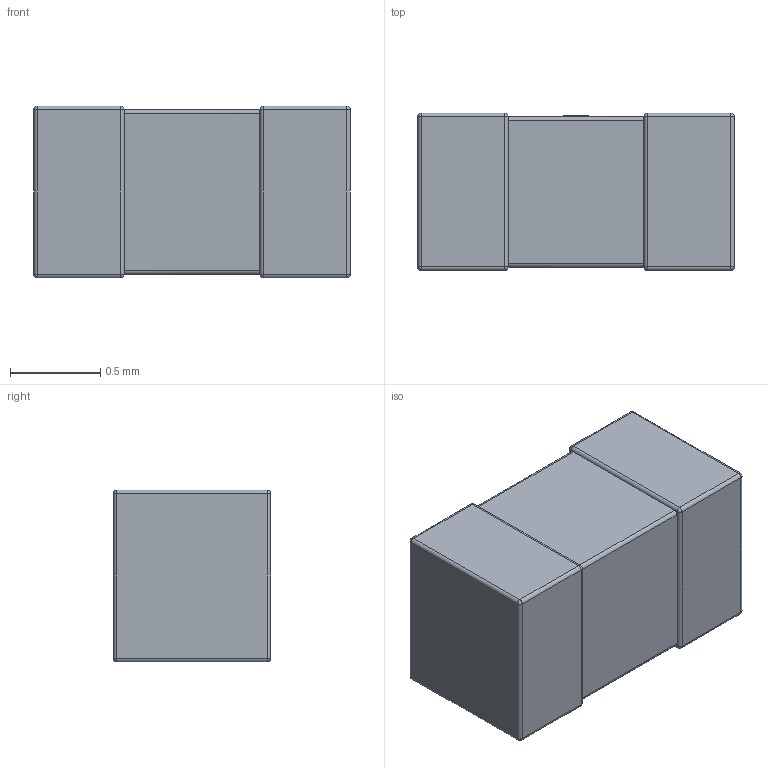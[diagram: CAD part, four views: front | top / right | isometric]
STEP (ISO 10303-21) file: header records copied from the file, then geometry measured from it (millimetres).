
FILE_DESCRIPTION(('FreeCAD Model'),'2;1');
FILE_NAME('cap0603.step', '2017-11-15T14:57:48',('kicad StepUp'),('ksu MCAD'), 'Open CASCADE STEP processor 6.8','FreeCAD','Unknown');
FILE_SCHEMA(('AUTOMOTIVE_DESIGN_CC2 { 1 2 10303 214 -1 1 5 4 }'));
Length unit declared in the file: millimetre
Products named in the file (2): ASSEMBLY; cap0603
Assembly tree (1 placements, depth 2):
  ASSEMBLY
    cap0603
Bounding box: 1.75 x 0.87 x 0.95 mm (x, y, z)
Volume: 1.4 mm3; surface area: 7.9 mm2
Topology: 1 solids, 1 shells, 122 faces, 307 edges, 174 vertices
Faces by surface type: plane 68, cylinder 38, sphere 16
Entity records: 4421 total; most frequent: CARTESIAN_POINT 757, ORIENTED_EDGE 582, DIRECTION 563, EDGE_CURVE 291, LINE 219, VECTOR 219, VERTEX_POINT 174, AXIS2_PLACEMENT_3D 172
